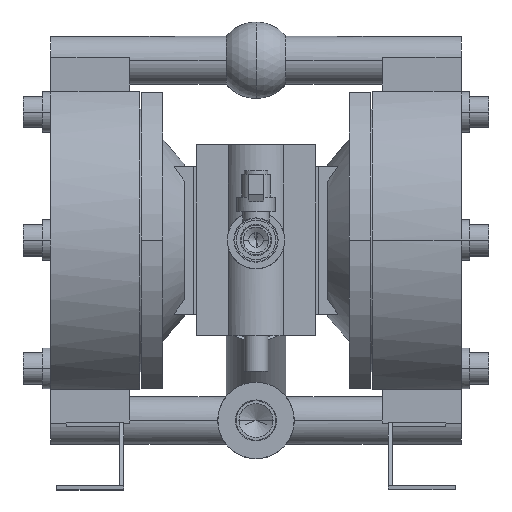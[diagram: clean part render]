
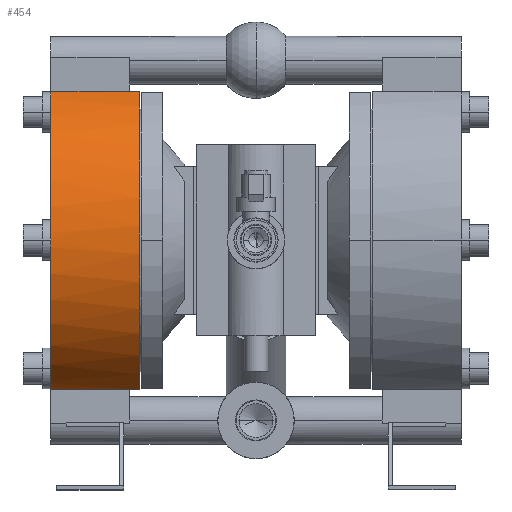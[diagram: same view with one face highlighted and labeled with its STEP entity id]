
A CAD part, top view. The second image highlights one B-rep face of the part: STEP entity #454.
In plain terms, the highlighted cylindrical face has radius 70 mm (diameter 140 mm), a partial arc.
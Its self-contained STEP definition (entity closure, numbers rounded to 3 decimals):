
#288 = EDGE_CURVE ( 'NONE', #4371, #4391, #5338, .T. ) ;
#293 = EDGE_CURVE ( 'NONE', #668, #689, #5328, .T. ) ;
#301 = VERTEX_POINT ( 'NONE', #5319 ) ;
#303 = EDGE_CURVE ( 'NONE', #4392, #301, #5318, .T. ) ;
#370 = EDGE_CURVE ( 'NONE', #371, #651, #5471, .T. ) ;
#371 = VERTEX_POINT ( 'NONE', #5466 ) ;
#375 = ORIENTED_EDGE ( 'NONE', *, *, #376, .F. ) ;
#376 = EDGE_CURVE ( 'NONE', #377, #301, #5461, .T. ) ;
#377 = VERTEX_POINT ( 'NONE', #5457 ) ;
#378 = ORIENTED_EDGE ( 'NONE', *, *, #379, .F. ) ;
#379 = EDGE_CURVE ( 'NONE', #380, #377, #5456, .T. ) ;
#380 = VERTEX_POINT ( 'NONE', #5451 ) ;
#381 = ORIENTED_EDGE ( 'NONE', *, *, #382, .F. ) ;
#382 = EDGE_CURVE ( 'NONE', #371, #380, #5450, .T. ) ;
#383 = ORIENTED_EDGE ( 'NONE', *, *, #370, .T. ) ;
#441 = ORIENTED_EDGE ( 'NONE', *, *, #4378, .T. ) ;
#442 = ORIENTED_EDGE ( 'NONE', *, *, #293, .T. ) ;
#443 = ORIENTED_EDGE ( 'NONE', *, *, #4321, .T. ) ;
#444 = ORIENTED_EDGE ( 'NONE', *, *, #288, .T. ) ;
#445 = ORIENTED_EDGE ( 'NONE', *, *, #4390, .T. ) ;
#446 = ORIENTED_EDGE ( 'NONE', *, *, #303, .T. ) ;
#454 = ADVANCED_FACE ( 'NONE', ( #5547 ), #5546, .T. ) ;
#455 = EDGE_LOOP ( 'NONE', ( #375, #378, #381, #383, #441, #442, #443, #444, #445, #446 ) ) ;
#651 = VERTEX_POINT ( 'NONE', #5895 ) ;
#668 = VERTEX_POINT ( 'NONE', #5919 ) ;
#689 = VERTEX_POINT ( 'NONE', #6008 ) ;
#4321 = EDGE_CURVE ( 'NONE', #689, #4371, #12683, .T. ) ;
#4371 = VERTEX_POINT ( 'NONE', #12736 ) ;
#4378 = EDGE_CURVE ( 'NONE', #651, #668, #12724, .T. ) ;
#4390 = EDGE_CURVE ( 'NONE', #4391, #4392, #12772, .T. ) ;
#4391 = VERTEX_POINT ( 'NONE', #12767 ) ;
#4392 = VERTEX_POINT ( 'NONE', #12766 ) ;
#5314 = DIRECTION ( 'NONE',  ( 0., 0., -1. ) ) ;
#5315 = DIRECTION ( 'NONE',  ( 1., 0., 0. ) ) ;
#5316 = CARTESIAN_POINT ( 'NONE',  ( -133.518, 1.687, 0. ) ) ;
#5317 = AXIS2_PLACEMENT_3D ( 'NONE', #5316, #5315, #5314 ) ;
#5318 = CIRCLE ( 'NONE', #5317, 70. ) ;
#5319 = CARTESIAN_POINT ( 'NONE',  ( -133.518, -60.813, 31.524 ) ) ;
#5324 = DIRECTION ( 'NONE',  ( 0., 0., -1. ) ) ;
#5325 = DIRECTION ( 'NONE',  ( 1., 0., 0. ) ) ;
#5326 = CARTESIAN_POINT ( 'NONE',  ( -133.518, 1.687, 0. ) ) ;
#5327 = AXIS2_PLACEMENT_3D ( 'NONE', #5326, #5325, #5324 ) ;
#5328 = CIRCLE ( 'NONE', #5327, 70. ) ;
#5334 = DIRECTION ( 'NONE',  ( 0., 0., -1. ) ) ;
#5335 = DIRECTION ( 'NONE',  ( 1., 0., 0. ) ) ;
#5336 = CARTESIAN_POINT ( 'NONE',  ( -133.518, 1.687, 0. ) ) ;
#5337 = AXIS2_PLACEMENT_3D ( 'NONE', #5336, #5335, #5334 ) ;
#5338 = CIRCLE ( 'NONE', #5337, 70. ) ;
#5447 = DIRECTION ( 'NONE',  ( 1., 0., 0. ) ) ;
#5448 = VECTOR ( 'NONE', #5447, 1000. ) ;
#5449 = CARTESIAN_POINT ( 'NONE',  ( -96.518, 64.187, 31.524 ) ) ;
#5450 = LINE ( 'NONE', #5449, #5448 ) ;
#5451 = CARTESIAN_POINT ( 'NONE',  ( -96.318, 64.187, 31.524 ) ) ;
#5452 = DIRECTION ( 'NONE',  ( 0., 0., 1. ) ) ;
#5453 = DIRECTION ( 'NONE',  ( 1., 0., 0. ) ) ;
#5454 = CARTESIAN_POINT ( 'NONE',  ( -96.318, 1.687, 0. ) ) ;
#5455 = AXIS2_PLACEMENT_3D ( 'NONE', #5454, #5453, #5452 ) ;
#5456 = CIRCLE ( 'NONE', #5455, 70. ) ;
#5457 = CARTESIAN_POINT ( 'NONE',  ( -96.318, -60.813, 31.524 ) ) ;
#5458 = DIRECTION ( 'NONE',  ( -1., 0., 0. ) ) ;
#5459 = VECTOR ( 'NONE', #5458, 1000. ) ;
#5460 = CARTESIAN_POINT ( 'NONE',  ( -96.518, -60.813, 31.524 ) ) ;
#5461 = LINE ( 'NONE', #5460, #5459 ) ;
#5466 = CARTESIAN_POINT ( 'NONE',  ( -133.518, 64.187, 31.524 ) ) ;
#5467 = DIRECTION ( 'NONE',  ( 0., 0., -1. ) ) ;
#5468 = DIRECTION ( 'NONE',  ( 1., 0., 0. ) ) ;
#5469 = CARTESIAN_POINT ( 'NONE',  ( -133.518, 1.687, 0. ) ) ;
#5470 = AXIS2_PLACEMENT_3D ( 'NONE', #5469, #5468, #5467 ) ;
#5471 = CIRCLE ( 'NONE', #5470, 70. ) ;
#5542 = DIRECTION ( 'NONE',  ( 0., 0., -1. ) ) ;
#5543 = DIRECTION ( 'NONE',  ( 1., 0., 0. ) ) ;
#5544 = AXIS2_PLACEMENT_3D ( 'NONE', #5553, #5543, #5542 ) ;
#5546 = CYLINDRICAL_SURFACE ( 'NONE', #5544, 70. ) ;
#5547 = FACE_OUTER_BOUND ( 'NONE', #455, .T. ) ;
#5553 = CARTESIAN_POINT ( 'NONE',  ( -96.518, 1.687, 0. ) ) ;
#5895 = CARTESIAN_POINT ( 'NONE',  ( -133.518, 63.776, 32.324 ) ) ;
#5919 = CARTESIAN_POINT ( 'NONE',  ( -133.518, 60.725, 37.609 ) ) ;
#6008 = CARTESIAN_POINT ( 'NONE',  ( -133.518, 4.738, 69.933 ) ) ;
#12679 = DIRECTION ( 'NONE',  ( 0., 0., -1. ) ) ;
#12680 = DIRECTION ( 'NONE',  ( 1., 0., 0. ) ) ;
#12681 = CARTESIAN_POINT ( 'NONE',  ( -133.518, 1.687, 0. ) ) ;
#12682 = AXIS2_PLACEMENT_3D ( 'NONE', #12681, #12680, #12679 ) ;
#12683 = CIRCLE ( 'NONE', #12682, 70. ) ;
#12720 = DIRECTION ( 'NONE',  ( 0., 0., -1. ) ) ;
#12721 = DIRECTION ( 'NONE',  ( 1., 0., 0. ) ) ;
#12722 = CARTESIAN_POINT ( 'NONE',  ( -133.518, 1.687, 0. ) ) ;
#12723 = AXIS2_PLACEMENT_3D ( 'NONE', #12722, #12721, #12720 ) ;
#12724 = CIRCLE ( 'NONE', #12723, 70. ) ;
#12736 = CARTESIAN_POINT ( 'NONE',  ( -133.518, -1.365, 69.933 ) ) ;
#12766 = CARTESIAN_POINT ( 'NONE',  ( -133.518, -60.403, 32.324 ) ) ;
#12767 = CARTESIAN_POINT ( 'NONE',  ( -133.518, -57.352, 37.609 ) ) ;
#12768 = DIRECTION ( 'NONE',  ( 0., 0., -1. ) ) ;
#12769 = DIRECTION ( 'NONE',  ( 1., 0., 0. ) ) ;
#12770 = CARTESIAN_POINT ( 'NONE',  ( -133.518, 1.687, 0. ) ) ;
#12771 = AXIS2_PLACEMENT_3D ( 'NONE', #12770, #12769, #12768 ) ;
#12772 = CIRCLE ( 'NONE', #12771, 70. ) ;
